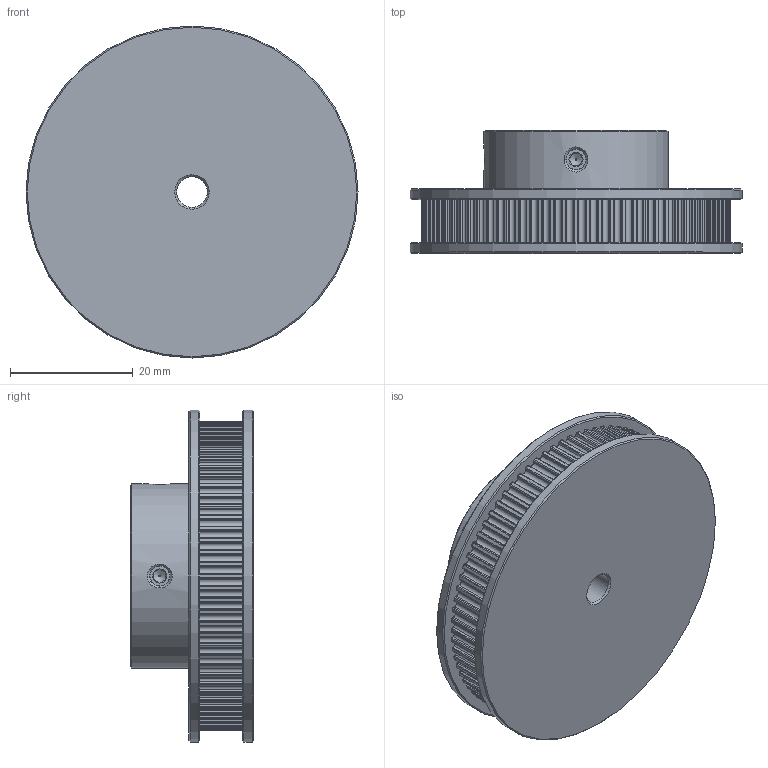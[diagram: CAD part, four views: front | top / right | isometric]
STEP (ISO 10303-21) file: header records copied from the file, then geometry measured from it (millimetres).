
FILE_DESCRIPTION(('FreeCAD Model'),'2;1');
FILE_NAME('Open CASCADE Shape Model','2022-03-24T00:57:53',(''),(''), 'Open CASCADE STEP processor 7.5','FreeCAD','Unknown');
FILE_SCHEMA(('AUTOMOTIVE_DESIGN { 1 0 10303 214 1 1 1 1 }'));
Length unit declared in the file: millimetre
Products named in the file (3): Pulley 80 Tooth 6mm; GT2_Pulley_80T_6mm; M4x12-Screw
Assembly tree (3 placements, depth 2):
  Pulley 80 Tooth 6mm
    GT2_Pulley_80T_6mm
    M4x12-Screw  x2
Bounding box: 54 x 20 x 54 mm (x, y, z)
Volume: 27958.3 mm3; surface area: 9108.6 mm2
Topology: 3 solids, 3 shells, 538 faces, 1714 edges, 1183 vertices
Faces by surface type: cylinder 488, cone 27, plane 21, sphere 2
Full cylindrical faces by diameter (mm): 3.3 x2, 4.04 x2, 5 x1, 30 x1, 54 x2
Entity records: 19956 total; most frequent: DIRECTION 3875, CARTESIAN_POINT 3838, ORIENTED_EDGE 3356, AXIS2_PLACEMENT_3D 1684, EDGE_CURVE 1678, VERTEX_POINT 1165, CIRCLE 1149, FACE_BOUND 527
